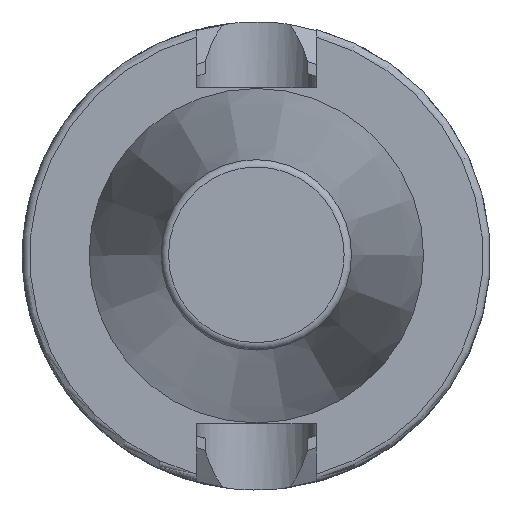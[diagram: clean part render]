
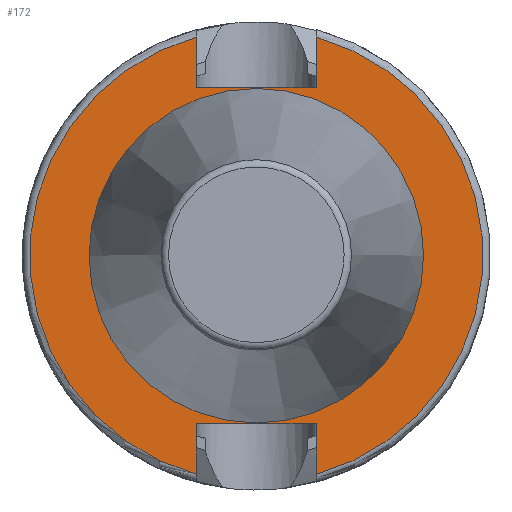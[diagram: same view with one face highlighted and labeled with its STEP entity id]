
A CAD part, top view. The second image highlights one B-rep face of the part: STEP entity #172.
In plain terms, the highlighted planar face has unit normal (0, 0, 1).
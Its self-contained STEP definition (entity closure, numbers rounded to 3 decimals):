
#43=FACE_BOUND('',#266,.T.);
#44=FACE_BOUND('',#267,.T.);
#172=ADVANCED_FACE('',(#43,#44),#222,.T.);
#222=PLANE('',#870);
#266=EDGE_LOOP('',(#440));
#267=EDGE_LOOP('',(#441,#442,#443,#444,#445,#446,#447,#448));
#350=CIRCLE('',#866,30.5);
#351=CIRCLE('',#868,22.517);
#352=CIRCLE('',#869,30.5);
#440=ORIENTED_EDGE('',*,*,#694,.F.);
#441=ORIENTED_EDGE('',*,*,#693,.F.);
#442=ORIENTED_EDGE('',*,*,#695,.T.);
#443=ORIENTED_EDGE('',*,*,#696,.T.);
#444=ORIENTED_EDGE('',*,*,#697,.T.);
#445=ORIENTED_EDGE('',*,*,#698,.F.);
#446=ORIENTED_EDGE('',*,*,#699,.T.);
#447=ORIENTED_EDGE('',*,*,#661,.T.);
#448=ORIENTED_EDGE('',*,*,#670,.T.);
#586=VERTEX_POINT('',#1209);
#587=VERTEX_POINT('',#1210);
#595=VERTEX_POINT('',#1244);
#610=VERTEX_POINT('',#1326);
#611=VERTEX_POINT('',#1330);
#612=VERTEX_POINT('',#1332);
#613=VERTEX_POINT('',#1334);
#614=VERTEX_POINT('',#1336);
#615=VERTEX_POINT('',#1338);
#661=EDGE_CURVE('',#586,#587,#758,.T.);
#670=EDGE_CURVE('',#587,#595,#764,.T.);
#693=EDGE_CURVE('',#610,#595,#350,.T.);
#694=EDGE_CURVE('',#611,#611,#351,.T.);
#695=EDGE_CURVE('',#610,#612,#773,.T.);
#696=EDGE_CURVE('',#612,#613,#774,.T.);
#697=EDGE_CURVE('',#613,#614,#775,.T.);
#698=EDGE_CURVE('',#615,#614,#352,.T.);
#699=EDGE_CURVE('',#615,#586,#776,.T.);
#758=LINE('',#1208,#788);
#764=LINE('',#1245,#794);
#773=LINE('',#1331,#803);
#774=LINE('',#1333,#804);
#775=LINE('',#1335,#805);
#776=LINE('',#1339,#806);
#788=VECTOR('',#963,1.);
#794=VECTOR('',#973,1.);
#803=VECTOR('',#1014,1.);
#804=VECTOR('',#1015,1.);
#805=VECTOR('',#1016,1.);
#806=VECTOR('',#1019,1.);
#866=AXIS2_PLACEMENT_3D('',#1327,#1008,#1009);
#868=AXIS2_PLACEMENT_3D('',#1329,#1012,#1013);
#869=AXIS2_PLACEMENT_3D('',#1337,#1017,#1018);
#870=AXIS2_PLACEMENT_3D('',#1340,#1020,#1021);
#963=DIRECTION('',(1.,0.,0.));
#973=DIRECTION('',(0.,-1.,0.));
#1008=DIRECTION('',(0.,0.,-1.));
#1009=DIRECTION('',(-1.,0.,0.));
#1012=DIRECTION('',(0.,0.,1.));
#1013=DIRECTION('',(1.,0.,0.));
#1014=DIRECTION('',(0.,-1.,0.));
#1015=DIRECTION('',(-1.,0.,0.));
#1016=DIRECTION('',(0.,1.,0.));
#1017=DIRECTION('',(0.,0.,-1.));
#1018=DIRECTION('',(-1.,0.,0.));
#1019=DIRECTION('',(0.,1.,0.));
#1020=DIRECTION('',(0.,0.,1.));
#1021=DIRECTION('',(1.,0.,0.));
#1208=CARTESIAN_POINT('',(0.,-22.6,-2.));
#1209=CARTESIAN_POINT('',(-8.05,-22.6,-2.));
#1210=CARTESIAN_POINT('',(8.05,-22.6,-2.));
#1244=CARTESIAN_POINT('',(8.05,-29.418,-2.));
#1245=CARTESIAN_POINT('',(8.05,3.95,-2.));
#1326=CARTESIAN_POINT('',(8.05,29.418,-2.));
#1327=CARTESIAN_POINT('',(0.,0.,-2.));
#1329=CARTESIAN_POINT('',(0.,0.,-2.));
#1330=CARTESIAN_POINT('',(22.517,0.,-2.));
#1331=CARTESIAN_POINT('',(8.05,26.55,-2.));
#1332=CARTESIAN_POINT('',(8.05,22.6,-2.));
#1333=CARTESIAN_POINT('',(0.,22.6,-2.));
#1334=CARTESIAN_POINT('',(-8.05,22.6,-2.));
#1335=CARTESIAN_POINT('',(-8.05,26.55,-2.));
#1336=CARTESIAN_POINT('',(-8.05,29.418,-2.));
#1337=CARTESIAN_POINT('',(0.,0.,-2.));
#1338=CARTESIAN_POINT('',(-8.05,-29.418,-2.));
#1339=CARTESIAN_POINT('',(-8.05,3.95,-2.));
#1340=CARTESIAN_POINT('',(0.,30.5,-2.));
